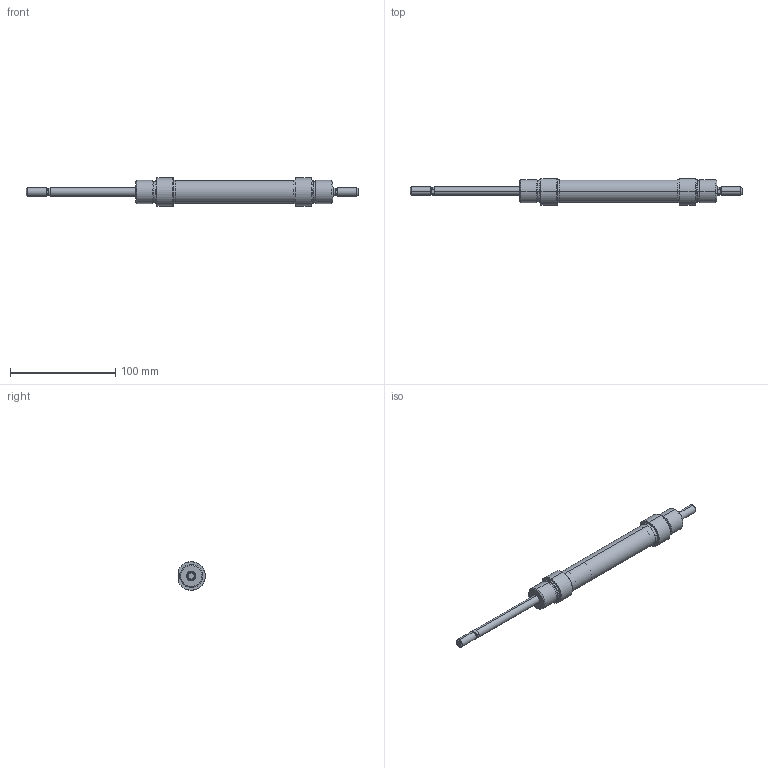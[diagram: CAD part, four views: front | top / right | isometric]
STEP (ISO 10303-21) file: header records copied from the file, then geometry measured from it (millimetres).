
FILE_DESCRIPTION (( 'STEP AP214' ), '1' );
FILE_NAME ('PMD 20-80 CYLINDER.STEP', '2010-08-05T08:21:37', ( '' ), ( '' ), 'SwSTEP 2.0', 'SolidWorks 2010', '' );
FILE_SCHEMA (( 'AUTOMOTIVE_DESIGN' ));
Length unit declared in the file: millimetre
Products named in the file (4): 20  Boru; 20  烰   KAPAK; 20  MÝller; PMD  20-80  CYLINDER
Assembly tree (4 placements, depth 2):
  PMD  20-80  CYLINDER
    20  MÝller
    20  烰   KAPAK  x2
    20  Boru
Bounding box: 315 x 25.5 x 27 mm (x, y, z)
Volume: 57736.5 mm3; surface area: 34831.1 mm2
Topology: 4 solids, 4 shells, 134 faces, 290 edges, 176 vertices
Faces by surface type: cylinder 54, cone 44, plane 36
Entity records: 2870 total; most frequent: CARTESIAN_POINT 551, DIRECTION 478, ORIENTED_EDGE 388, AXIS2_PLACEMENT_3D 201, EDGE_CURVE 194, VERTEX_POINT 118, EDGE_LOOP 104, CIRCLE 104
